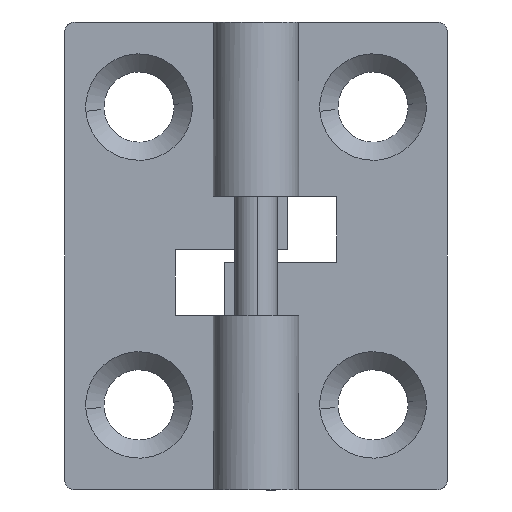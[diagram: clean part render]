
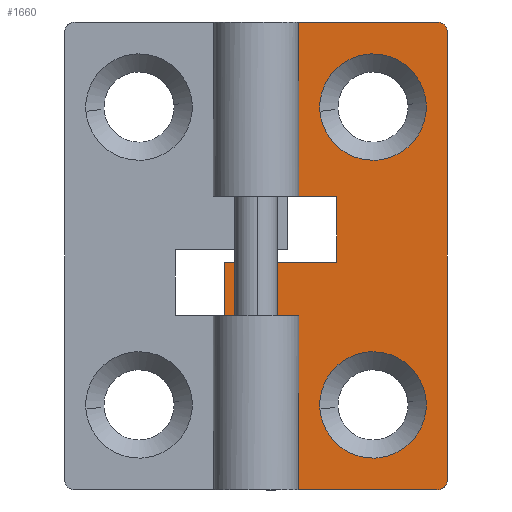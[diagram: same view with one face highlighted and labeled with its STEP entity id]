
A CAD part, front view. The second image highlights one B-rep face of the part: STEP entity #1660.
In plain terms, the highlighted free-form (B-spline) face has degree [1, 1] with [2, 2] control points.
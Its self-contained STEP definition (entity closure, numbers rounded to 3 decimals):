
#657=CARTESIAN_POINT('',(7.992,1.,18.196));
#658=VERTEX_POINT('',#657);
#664=CARTESIAN_POINT('',(5.5,1.0,20.5));
#665=VERTEX_POINT('',#664);
#666=CARTESIAN_POINT('',(5.5,1.0,20.5));
#667=CARTESIAN_POINT('',(7.811,1.0,20.5));
#668=CARTESIAN_POINT('',(7.992,1.,18.196));
#676=(BOUNDED_CURVE()B_SPLINE_CURVE(2,(#666,#667,#668),.UNSPECIFIED.,.F.,.U.)B_SPLINE_CURVE_WITH_KNOTS((3,3),(0.0,0.236),.UNSPECIFIED.)CURVE()GEOMETRIC_REPRESENTATION_ITEM()RATIONAL_B_SPLINE_CURVE((1.0,0.723,0.97))REPRESENTATION_ITEM(''));
#677=EDGE_CURVE('',#665,#658,#676,.T.);
#679=CARTESIAN_POINT('',(3.008,1.,17.804));
#680=VERTEX_POINT('',#679);
#681=CARTESIAN_POINT('',(3.008,1.,17.804));
#682=CARTESIAN_POINT('',(3.0,1.0,17.902));
#683=CARTESIAN_POINT('',(3.0,1.0,18.0));
#684=CARTESIAN_POINT('',(3.,1.0,20.5));
#685=CARTESIAN_POINT('',(5.5,1.0,20.5));
#693=(BOUNDED_CURVE()B_SPLINE_CURVE(2,(#681,#682,#683,#684,#685),.UNSPECIFIED.,.F.,.U.)B_SPLINE_CURVE_WITH_KNOTS((3,2,3),(0.736,0.75,1.0),.UNSPECIFIED.)CURVE()GEOMETRIC_REPRESENTATION_ITEM()RATIONAL_B_SPLINE_CURVE((0.97,0.984,1.0,0.707,1.0))REPRESENTATION_ITEM(''));
#694=EDGE_CURVE('',#680,#665,#693,.T.);
#731=CARTESIAN_POINT('',(5.5,1.0,15.5));
#732=VERTEX_POINT('',#731);
#733=CARTESIAN_POINT('',(5.5,1.0,15.5));
#734=CARTESIAN_POINT('',(3.189,1.0,15.5));
#735=CARTESIAN_POINT('',(3.008,1.,17.804));
#743=(BOUNDED_CURVE()B_SPLINE_CURVE(2,(#733,#734,#735),.UNSPECIFIED.,.F.,.U.)B_SPLINE_CURVE_WITH_KNOTS((3,3),(0.5,0.736),.UNSPECIFIED.)CURVE()GEOMETRIC_REPRESENTATION_ITEM()RATIONAL_B_SPLINE_CURVE((1.0,0.723,0.97))REPRESENTATION_ITEM(''));
#744=EDGE_CURVE('',#732,#680,#743,.T.);
#746=CARTESIAN_POINT('',(7.992,1.,18.196));
#747=CARTESIAN_POINT('',(8.0,1.0,18.098));
#748=CARTESIAN_POINT('',(8.0,1.0,18.0));
#749=CARTESIAN_POINT('',(8.0,1.0,15.5));
#750=CARTESIAN_POINT('',(5.5,1.0,15.5));
#758=(BOUNDED_CURVE()B_SPLINE_CURVE(2,(#746,#747,#748,#749,#750),.UNSPECIFIED.,.F.,.U.)B_SPLINE_CURVE_WITH_KNOTS((3,2,3),(0.236,0.25,0.5),.UNSPECIFIED.)CURVE()GEOMETRIC_REPRESENTATION_ITEM()RATIONAL_B_SPLINE_CURVE((0.97,0.984,1.0,0.707,1.0))REPRESENTATION_ITEM(''));
#759=EDGE_CURVE('',#658,#732,#758,.T.);
#985=CARTESIAN_POINT('',(7.992,1.,4.196));
#986=VERTEX_POINT('',#985);
#992=CARTESIAN_POINT('',(5.5,1.0,6.5));
#993=VERTEX_POINT('',#992);
#994=CARTESIAN_POINT('',(5.5,1.0,6.5));
#995=CARTESIAN_POINT('',(7.811,1.0,6.5));
#996=CARTESIAN_POINT('',(7.992,1.,4.196));
#1004=(BOUNDED_CURVE()B_SPLINE_CURVE(2,(#994,#995,#996),.UNSPECIFIED.,.F.,.U.)B_SPLINE_CURVE_WITH_KNOTS((3,3),(0.0,0.236),.UNSPECIFIED.)CURVE()GEOMETRIC_REPRESENTATION_ITEM()RATIONAL_B_SPLINE_CURVE((1.0,0.723,0.97))REPRESENTATION_ITEM(''));
#1005=EDGE_CURVE('',#993,#986,#1004,.T.);
#1007=CARTESIAN_POINT('',(3.008,1.,3.804));
#1008=VERTEX_POINT('',#1007);
#1009=CARTESIAN_POINT('',(3.008,1.,3.804));
#1010=CARTESIAN_POINT('',(3.,1.0,3.902));
#1011=CARTESIAN_POINT('',(3.0,1.0,4.0));
#1012=CARTESIAN_POINT('',(3.,1.0,6.5));
#1013=CARTESIAN_POINT('',(5.5,1.0,6.5));
#1021=(BOUNDED_CURVE()B_SPLINE_CURVE(2,(#1009,#1010,#1011,#1012,#1013),.UNSPECIFIED.,.F.,.U.)B_SPLINE_CURVE_WITH_KNOTS((3,2,3),(0.736,0.75,1.0),.UNSPECIFIED.)CURVE()GEOMETRIC_REPRESENTATION_ITEM()RATIONAL_B_SPLINE_CURVE((0.97,0.984,1.0,0.707,1.0))REPRESENTATION_ITEM(''));
#1022=EDGE_CURVE('',#1008,#993,#1021,.T.);
#1059=CARTESIAN_POINT('',(5.5,1.0,1.5));
#1060=VERTEX_POINT('',#1059);
#1061=CARTESIAN_POINT('',(5.5,1.0,1.5));
#1062=CARTESIAN_POINT('',(3.189,1.0,1.5));
#1063=CARTESIAN_POINT('',(3.008,1.,3.804));
#1071=(BOUNDED_CURVE()B_SPLINE_CURVE(2,(#1061,#1062,#1063),.UNSPECIFIED.,.F.,.U.)B_SPLINE_CURVE_WITH_KNOTS((3,3),(0.5,0.736),.UNSPECIFIED.)CURVE()GEOMETRIC_REPRESENTATION_ITEM()RATIONAL_B_SPLINE_CURVE((1.0,0.723,0.97))REPRESENTATION_ITEM(''));
#1072=EDGE_CURVE('',#1060,#1008,#1071,.T.);
#1074=CARTESIAN_POINT('',(7.992,1.,4.196));
#1075=CARTESIAN_POINT('',(8.0,1.0,4.098));
#1076=CARTESIAN_POINT('',(8.0,1.0,4.0));
#1077=CARTESIAN_POINT('',(8.0,1.0,1.5));
#1078=CARTESIAN_POINT('',(5.5,1.0,1.5));
#1086=(BOUNDED_CURVE()B_SPLINE_CURVE(2,(#1074,#1075,#1076,#1077,#1078),.UNSPECIFIED.,.F.,.U.)B_SPLINE_CURVE_WITH_KNOTS((3,2,3),(0.236,0.25,0.5),.UNSPECIFIED.)CURVE()GEOMETRIC_REPRESENTATION_ITEM()RATIONAL_B_SPLINE_CURVE((0.97,0.984,1.0,0.707,1.0))REPRESENTATION_ITEM(''));
#1087=EDGE_CURVE('',#986,#1060,#1086,.T.);
#1107=CARTESIAN_POINT('',(9.0,1.0,21.5));
#1108=VERTEX_POINT('',#1107);
#1109=CARTESIAN_POINT('',(8.5,1.0,22.0));
#1110=VERTEX_POINT('',#1109);
#1111=CARTESIAN_POINT('',(9.,1.0,21.5));
#1112=CARTESIAN_POINT('',(9.,1.0,22.));
#1113=CARTESIAN_POINT('',(8.5,1.0,22.0));
#1121=(BOUNDED_CURVE()B_SPLINE_CURVE(2,(#1111,#1112,#1113),.UNSPECIFIED.,.F.,.U.)CURVE()GEOMETRIC_REPRESENTATION_ITEM()QUASI_UNIFORM_CURVE()RATIONAL_B_SPLINE_CURVE((1.0,0.707,1.0))REPRESENTATION_ITEM(''));
#1122=EDGE_CURVE('',#1108,#1110,#1121,.T.);
#1168=CARTESIAN_POINT('',(8.5,1.0,0.0));
#1169=VERTEX_POINT('',#1168);
#1170=CARTESIAN_POINT('',(9.0,1.0,0.5));
#1171=VERTEX_POINT('',#1170);
#1172=CARTESIAN_POINT('',(8.5,1.0,0.0));
#1173=CARTESIAN_POINT('',(9.,1.0,0.));
#1174=CARTESIAN_POINT('',(9.,1.0,0.5));
#1182=(BOUNDED_CURVE()B_SPLINE_CURVE(2,(#1172,#1173,#1174),.UNSPECIFIED.,.F.,.U.)CURVE()GEOMETRIC_REPRESENTATION_ITEM()QUASI_UNIFORM_CURVE()RATIONAL_B_SPLINE_CURVE((1.0,0.707,1.0))REPRESENTATION_ITEM(''));
#1183=EDGE_CURVE('',#1169,#1171,#1182,.T.);
#1229=CARTESIAN_POINT('',(2.0,1.0,8.2));
#1230=VERTEX_POINT('',#1229);
#1236=CARTESIAN_POINT('',(-1.5,1.0,8.2));
#1237=VERTEX_POINT('',#1236);
#1238=CARTESIAN_POINT('',(2.0,1.0,8.2));
#1239=CARTESIAN_POINT('',(-1.5,1.0,8.2));
#1240=QUASI_UNIFORM_CURVE('',1,(#1238,#1239),.UNSPECIFIED.,.F.,.U.);
#1241=EDGE_CURVE('',#1230,#1237,#1240,.T.);
#1264=CARTESIAN_POINT('',(-1.5,1.0,10.7));
#1265=VERTEX_POINT('',#1264);
#1266=CARTESIAN_POINT('',(-1.5,1.0,8.2));
#1267=CARTESIAN_POINT('',(-1.5,1.0,10.7));
#1268=QUASI_UNIFORM_CURVE('',1,(#1266,#1267),.UNSPECIFIED.,.F.,.U.);
#1269=EDGE_CURVE('',#1237,#1265,#1268,.T.);
#1284=CARTESIAN_POINT('',(2.0,1.0,0.0));
#1285=VERTEX_POINT('',#1284);
#1286=CARTESIAN_POINT('',(2.0,1.0,0.0));
#1287=CARTESIAN_POINT('',(2.0,1.0,8.2));
#1288=QUASI_UNIFORM_CURVE('',1,(#1286,#1287),.UNSPECIFIED.,.F.,.U.);
#1289=EDGE_CURVE('',#1285,#1230,#1288,.T.);
#1312=CARTESIAN_POINT('',(3.8,1.0,10.7));
#1313=VERTEX_POINT('',#1312);
#1314=CARTESIAN_POINT('',(-1.5,1.0,10.7));
#1315=CARTESIAN_POINT('',(3.8,1.0,10.7));
#1316=QUASI_UNIFORM_CURVE('',1,(#1314,#1315),.UNSPECIFIED.,.F.,.U.);
#1317=EDGE_CURVE('',#1265,#1313,#1316,.T.);
#1340=CARTESIAN_POINT('',(3.8,1.0,13.8));
#1341=VERTEX_POINT('',#1340);
#1342=CARTESIAN_POINT('',(3.8,1.0,10.7));
#1343=CARTESIAN_POINT('',(3.8,1.0,13.8));
#1344=QUASI_UNIFORM_CURVE('',1,(#1342,#1343),.UNSPECIFIED.,.F.,.U.);
#1345=EDGE_CURVE('',#1313,#1341,#1344,.T.);
#1397=CARTESIAN_POINT('',(0.,1.0,13.8));
#1398=VERTEX_POINT('',#1397);
#1399=CARTESIAN_POINT('',(3.8,1.0,13.8));
#1400=CARTESIAN_POINT('',(0.,1.0,13.8));
#1401=QUASI_UNIFORM_CURVE('',1,(#1399,#1400),.UNSPECIFIED.,.F.,.U.);
#1402=EDGE_CURVE('',#1341,#1398,#1401,.T.);
#1438=CARTESIAN_POINT('',(0.,1.0,22.0));
#1439=VERTEX_POINT('',#1438);
#1440=CARTESIAN_POINT('',(0.,1.0,22.0));
#1441=CARTESIAN_POINT('',(8.5,1.0,22.0));
#1442=QUASI_UNIFORM_CURVE('',1,(#1440,#1441),.UNSPECIFIED.,.F.,.U.);
#1443=EDGE_CURVE('',#1439,#1110,#1442,.T.);
#1514=CARTESIAN_POINT('',(2.0,1.0,0.0));
#1515=CARTESIAN_POINT('',(8.5,1.0,0.0));
#1516=QUASI_UNIFORM_CURVE('',1,(#1514,#1515),.UNSPECIFIED.,.F.,.U.);
#1517=EDGE_CURVE('',#1285,#1169,#1516,.T.);
#1551=CARTESIAN_POINT('',(0.,1.0,13.8));
#1552=CARTESIAN_POINT('',(0.,1.0,22.0));
#1553=QUASI_UNIFORM_CURVE('',1,(#1551,#1552),.UNSPECIFIED.,.F.,.U.);
#1554=EDGE_CURVE('',#1398,#1439,#1553,.T.);
#1614=CARTESIAN_POINT('',(9.0,1.0,0.5));
#1615=CARTESIAN_POINT('',(9.0,1.0,21.5));
#1616=QUASI_UNIFORM_CURVE('',1,(#1614,#1615),.UNSPECIFIED.,.F.,.U.);
#1617=EDGE_CURVE('',#1171,#1108,#1616,.T.);
#1629=CARTESIAN_POINT('',(-2.024,1.0,23.099));
#1630=CARTESIAN_POINT('',(-2.024,1.0,-1.099));
#1631=CARTESIAN_POINT('',(9.524,1.0,23.099));
#1632=CARTESIAN_POINT('',(9.524,1.0,-1.099));
#1633=B_SPLINE_SURFACE_WITH_KNOTS('',1,1,((#1629,#1631),(#1630,#1632)),.UNSPECIFIED.,.F.,.F.,.U.,(2,2),(2,2),(0.0,24.198),(0.0,11.549),.UNSPECIFIED.);
#1634=ORIENTED_EDGE('',*,*,#1517,.T.);
#1635=ORIENTED_EDGE('',*,*,#1183,.T.);
#1636=ORIENTED_EDGE('',*,*,#1617,.T.);
#1637=ORIENTED_EDGE('',*,*,#1122,.T.);
#1638=ORIENTED_EDGE('',*,*,#1443,.F.);
#1639=ORIENTED_EDGE('',*,*,#1554,.F.);
#1640=ORIENTED_EDGE('',*,*,#1402,.F.);
#1641=ORIENTED_EDGE('',*,*,#1345,.F.);
#1642=ORIENTED_EDGE('',*,*,#1317,.F.);
#1643=ORIENTED_EDGE('',*,*,#1269,.F.);
#1644=ORIENTED_EDGE('',*,*,#1241,.F.);
#1645=ORIENTED_EDGE('',*,*,#1289,.F.);
#1646=EDGE_LOOP('',(#1634,#1635,#1636,#1637,#1638,#1639,#1640,#1641,#1642,#1643,#1644,#1645));
#1647=FACE_OUTER_BOUND('',#1646,.T.);
#1648=ORIENTED_EDGE('',*,*,#1072,.T.);
#1649=ORIENTED_EDGE('',*,*,#1022,.T.);
#1650=ORIENTED_EDGE('',*,*,#1005,.T.);
#1651=ORIENTED_EDGE('',*,*,#1087,.T.);
#1652=EDGE_LOOP('',(#1648,#1649,#1650,#1651));
#1653=FACE_BOUND('',#1652,.T.);
#1654=ORIENTED_EDGE('',*,*,#744,.T.);
#1655=ORIENTED_EDGE('',*,*,#694,.T.);
#1656=ORIENTED_EDGE('',*,*,#677,.T.);
#1657=ORIENTED_EDGE('',*,*,#759,.T.);
#1658=EDGE_LOOP('',(#1654,#1655,#1656,#1657));
#1659=FACE_BOUND('',#1658,.T.);
#1660=ADVANCED_FACE('',(#1647,#1653,#1659),#1633,.T.);
